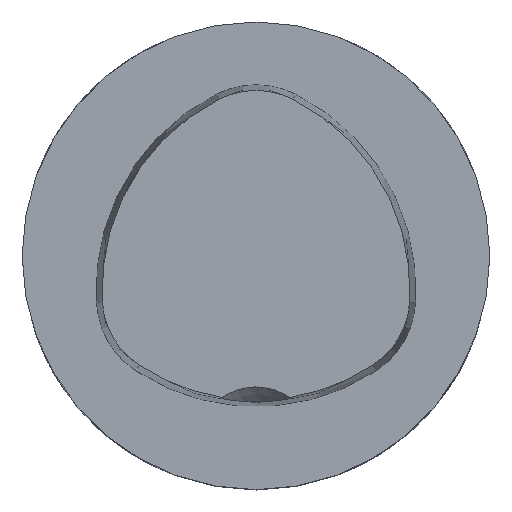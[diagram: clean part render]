
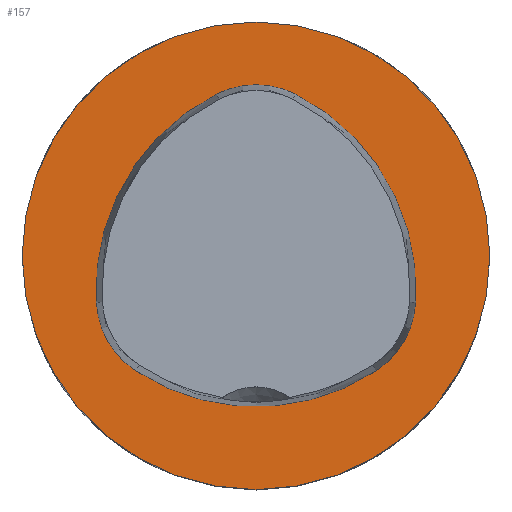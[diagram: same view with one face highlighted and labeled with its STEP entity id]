
A CAD part, top view. The second image highlights one B-rep face of the part: STEP entity #157.
In plain terms, the highlighted planar face has unit normal (0, 0, 1).
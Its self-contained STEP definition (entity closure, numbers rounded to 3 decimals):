
#69=FACE_BOUND('',#280,.T.);
#70=FACE_BOUND('',#281,.T.);
#94=CIRCLE('',#868,6.);
#96=CIRCLE('',#871,15.);
#98=CIRCLE('',#874,6.);
#100=CIRCLE('',#877,15.);
#101=CIRCLE('',#879,6.);
#103=CIRCLE('',#882,15.);
#110=CIRCLE('',#916,16.);
#157=ADVANCED_FACE('',(#69,#70),#187,.T.);
#187=PLANE('',#917);
#280=EDGE_LOOP('',(#573));
#281=EDGE_LOOP('',(#574,#575,#576,#577,#578,#579));
#573=ORIENTED_EDGE('',*,*,#769,.F.);
#574=ORIENTED_EDGE('',*,*,#719,.T.);
#575=ORIENTED_EDGE('',*,*,#734,.T.);
#576=ORIENTED_EDGE('',*,*,#731,.T.);
#577=ORIENTED_EDGE('',*,*,#729,.T.);
#578=ORIENTED_EDGE('',*,*,#726,.T.);
#579=ORIENTED_EDGE('',*,*,#723,.T.);
#636=VERTEX_POINT('',#1315);
#637=VERTEX_POINT('',#1316);
#640=VERTEX_POINT('',#1324);
#642=VERTEX_POINT('',#1330);
#643=VERTEX_POINT('',#1335);
#644=VERTEX_POINT('',#1339);
#666=VERTEX_POINT('',#1419);
#719=EDGE_CURVE('',#636,#637,#94,.T.);
#723=EDGE_CURVE('',#640,#636,#96,.T.);
#726=EDGE_CURVE('',#642,#640,#98,.T.);
#729=EDGE_CURVE('',#643,#642,#100,.T.);
#731=EDGE_CURVE('',#644,#643,#101,.T.);
#734=EDGE_CURVE('',#637,#644,#103,.T.);
#769=EDGE_CURVE('',#666,#666,#110,.T.);
#868=AXIS2_PLACEMENT_3D('',#1314,#1045,#1046);
#871=AXIS2_PLACEMENT_3D('',#1323,#1053,#1054);
#874=AXIS2_PLACEMENT_3D('',#1329,#1060,#1061);
#877=AXIS2_PLACEMENT_3D('',#1334,#1067,#1068);
#879=AXIS2_PLACEMENT_3D('',#1338,#1072,#1073);
#882=AXIS2_PLACEMENT_3D('',#1344,#1079,#1080);
#916=AXIS2_PLACEMENT_3D('',#1418,#1167,#1168);
#917=AXIS2_PLACEMENT_3D('',#1420,#1169,#1170);
#1045=DIRECTION('',(0.,0.,-1.));
#1046=DIRECTION('',(0.,1.,0.));
#1053=DIRECTION('',(0.,0.,-1.));
#1054=DIRECTION('',(-0.866,0.5,0.));
#1060=DIRECTION('',(0.,0.,-1.));
#1061=DIRECTION('',(-0.866,-0.5,0.));
#1067=DIRECTION('',(0.,0.,-1.));
#1068=DIRECTION('',(0.,-1.,0.));
#1072=DIRECTION('',(0.,0.,-1.));
#1073=DIRECTION('',(0.866,-0.5,0.));
#1079=DIRECTION('',(0.,0.,-1.));
#1080=DIRECTION('',(0.866,0.5,0.));
#1167=DIRECTION('',(0.,0.,-1.));
#1168=DIRECTION('',(-1.,0.,0.));
#1169=DIRECTION('',(0.,0.,1.));
#1170=DIRECTION('',(0.,-1.,0.));
#1314=CARTESIAN_POINT('',(0.,5.7,0.));
#1315=CARTESIAN_POINT('',(-2.699,11.058,0.));
#1316=CARTESIAN_POINT('',(2.699,11.058,0.));
#1323=CARTESIAN_POINT('',(4.049,-2.338,0.));
#1324=CARTESIAN_POINT('',(-10.927,-3.192,0.));
#1329=CARTESIAN_POINT('',(-4.936,-2.85,0.));
#1330=CARTESIAN_POINT('',(-8.227,-7.867,0.));
#1334=CARTESIAN_POINT('',(0.,4.675,0.));
#1335=CARTESIAN_POINT('',(8.227,-7.867,0.));
#1338=CARTESIAN_POINT('',(4.936,-2.85,0.));
#1339=CARTESIAN_POINT('',(10.927,-3.192,0.));
#1344=CARTESIAN_POINT('',(-4.049,-2.338,0.));
#1418=CARTESIAN_POINT('',(0.,0.,0.));
#1419=CARTESIAN_POINT('',(-16.,0.,0.));
#1420=CARTESIAN_POINT('',(-8.,0.,0.));
